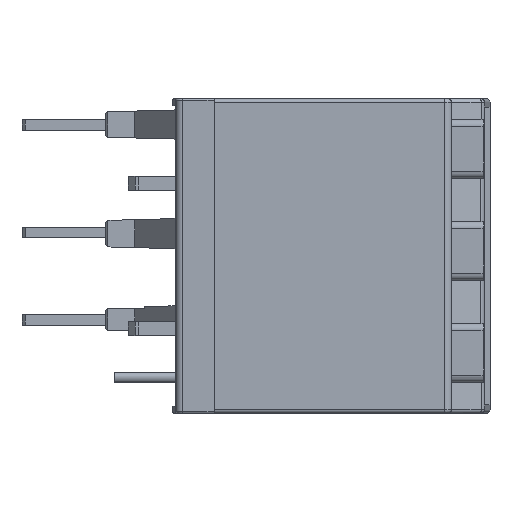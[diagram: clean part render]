
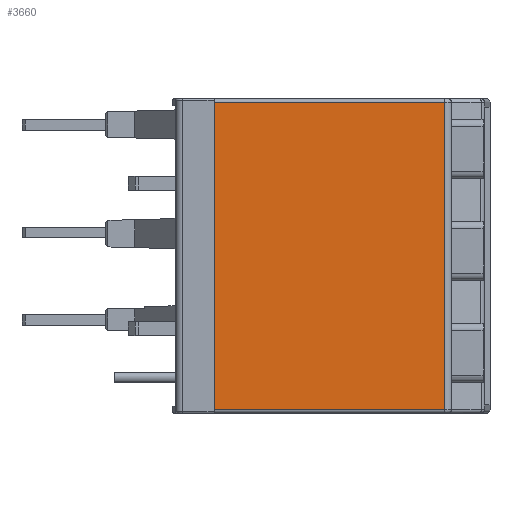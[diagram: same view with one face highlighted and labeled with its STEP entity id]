
A CAD part, front view. The second image highlights one B-rep face of the part: STEP entity #3660.
In plain terms, the highlighted planar face has unit normal (0, -1, 0).
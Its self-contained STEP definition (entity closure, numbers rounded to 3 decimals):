
#3660=ADVANCED_FACE('',(#5572),#4546,.T.);
#4546=PLANE('',#34565);
#5572=FACE_OUTER_BOUND('',#6947,.T.);
#6947=EDGE_LOOP('',(#13095,#13096,#13097,#13098));
#13095=ORIENTED_EDGE('',*,*,#23457,.F.);
#13096=ORIENTED_EDGE('',*,*,#23460,.F.);
#13097=ORIENTED_EDGE('',*,*,#23501,.F.);
#13098=ORIENTED_EDGE('',*,*,#23517,.T.);
#18328=VERTEX_POINT('',#54820);
#18330=VERTEX_POINT('',#54834);
#18333=VERTEX_POINT('',#54842);
#18355=VERTEX_POINT('',#54951);
#23457=EDGE_CURVE('',#18328,#18330,#27507,.T.);
#23460=EDGE_CURVE('',#18333,#18328,#27509,.T.);
#23501=EDGE_CURVE('',#18355,#18333,#27536,.T.);
#23517=EDGE_CURVE('',#18355,#18330,#27550,.T.);
#27507=LINE('',#54837,#31245);
#27509=LINE('',#54843,#31247);
#27536=LINE('',#54952,#31274);
#27550=LINE('',#55001,#31288);
#31245=VECTOR('',#41531,1.);
#31247=VECTOR('',#41537,1.);
#31274=VECTOR('',#41610,1.);
#31288=VECTOR('',#41642,1.);
#34565=AXIS2_PLACEMENT_3D('',#55002,#41643,#41644);
#41531=DIRECTION('',(-1.,0.,0.));
#41537=DIRECTION('',(0.,0.,-1.));
#41610=DIRECTION('',(1.,0.,0.));
#41642=DIRECTION('',(0.,0.,-1.));
#41643=DIRECTION('',(0.,-1.,0.));
#41644=DIRECTION('',(0.,0.,1.));
#54820=CARTESIAN_POINT('',(13.25,-22.5,-22.));
#54834=CARTESIAN_POINT('',(-19.75,-22.5,-22.));
#54837=CARTESIAN_POINT('',(-9.875,-22.5,-22.));
#54842=CARTESIAN_POINT('',(13.25,-22.5,22.));
#54843=CARTESIAN_POINT('',(13.25,-22.5,-11.25));
#54951=CARTESIAN_POINT('',(-19.75,-22.5,22.));
#54952=CARTESIAN_POINT('',(-9.875,-22.5,22.));
#55001=CARTESIAN_POINT('',(-19.75,-22.5,0.));
#55002=CARTESIAN_POINT('',(-19.75,-22.5,0.));
